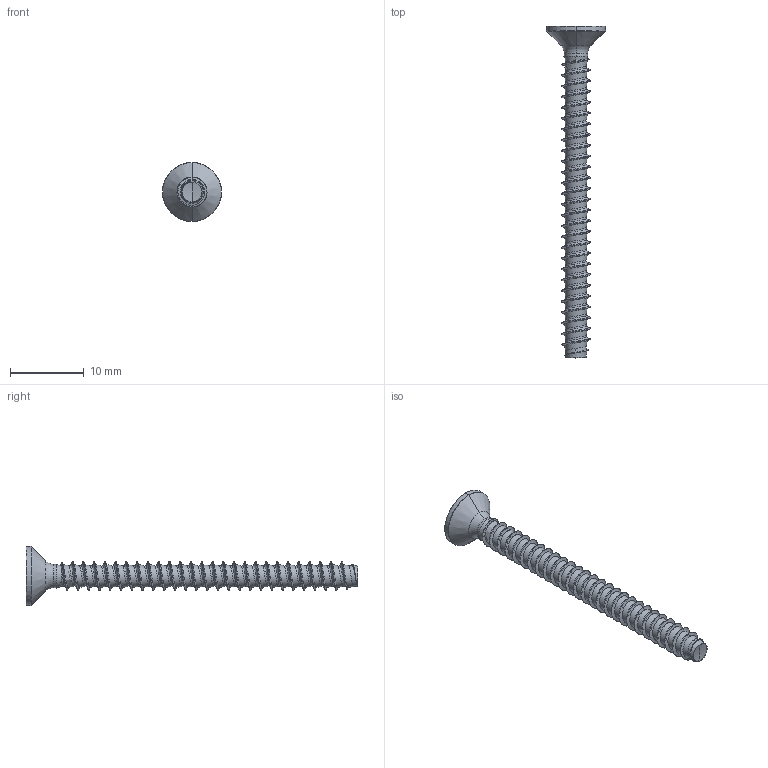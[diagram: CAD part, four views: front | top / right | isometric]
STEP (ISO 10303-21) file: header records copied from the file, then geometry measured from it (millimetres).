
FILE_DESCRIPTION (( 'STEP AP203' ), '1' );
FILE_NAME ('STP330400450.STEP', '2017-08-15T16:34:53', ( '' ), ( '' ), 'SwSTEP 2.0', 'SolidWorks 2015', '' );
FILE_SCHEMA (( 'CONFIG_CONTROL_DESIGN' ));
Length unit declared in the file: millimetre
Products named in the file (1): STP330400450
Bounding box: 8 x 45 x 8 mm (x, y, z)
Volume: 397.8 mm3; surface area: 776.1 mm2
Topology: 1 solids, 1 shells, 215 faces, 515 edges, 302 vertices
Faces by surface type: cylinder 101, bspline 51, sphere 26, plane 22, cone 9, torus 6
Entity records: 38764 total; most frequent: CARTESIAN_POINT 34361, ORIENTED_EDGE 1026, DIRECTION 760, EDGE_CURVE 513, AXIS2_PLACEMENT_3D 303, VERTEX_POINT 302, EDGE_LOOP 217, FACE_OUTER_BOUND 215
